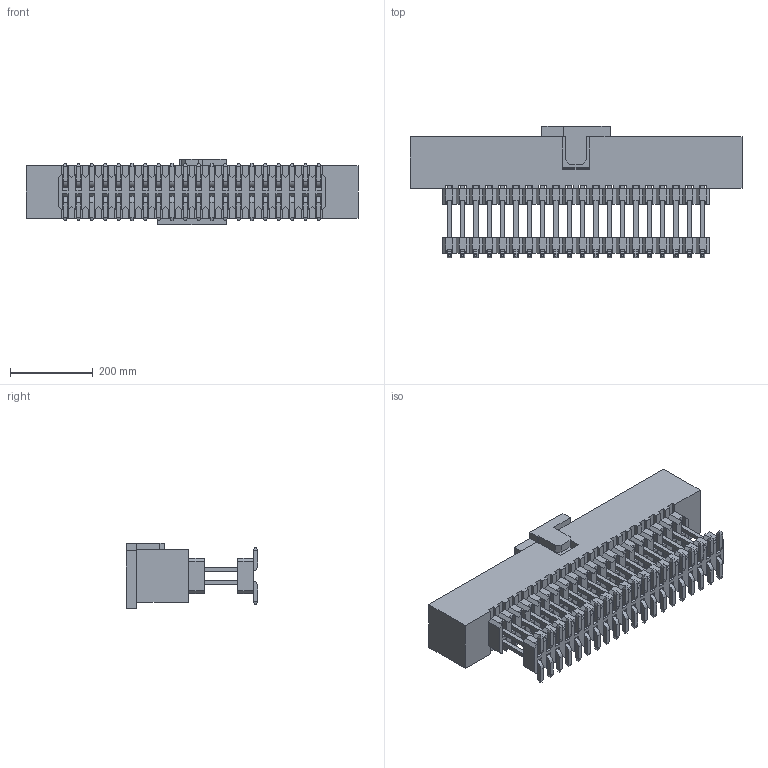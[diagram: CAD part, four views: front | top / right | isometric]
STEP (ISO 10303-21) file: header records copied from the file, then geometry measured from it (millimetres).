
FILE_DESCRIPTION( ('This file contains a STEP AP42 implementation' ,'as created by ZW3D STEP Interface translator.') ,'2;1' );
FILE_NAME( '3130-XXMXXBD00X1.stp' ,'231116.104956', (''), ('ZWCAD Software Co.'), 'Version 1.0', 'ZW3D to STEP translator', '' );
FILE_SCHEMA(('AUTOMOTIVE_DESIGN { 1 0 10303 214 1 1 1 1 }'));
Length unit declared in the file: millimetre
Products named in the file (2): 0; 3130-40MG0BD00P1.stpWZH
Bounding box: 802.64 x 317.5 x 157.48 mm (x, y, z)
Volume: 12977443.4 mm3; surface area: 1559436.8 mm2
Topology: 1 solids, 1 shells, 2517 faces, 7015 edges, 4350 vertices
Faces by surface type: plane 2420, cylinder 97
Entity records: 81150 total; most frequent: ORIENTED_EDGE 14030, CARTESIAN_POINT 13883, DIRECTION 12269, EDGE_CURVE 7015, VECTOR 6797, LINE 6797, VERTEX_POINT 4350, AXIS2_PLACEMENT_3D 2736
